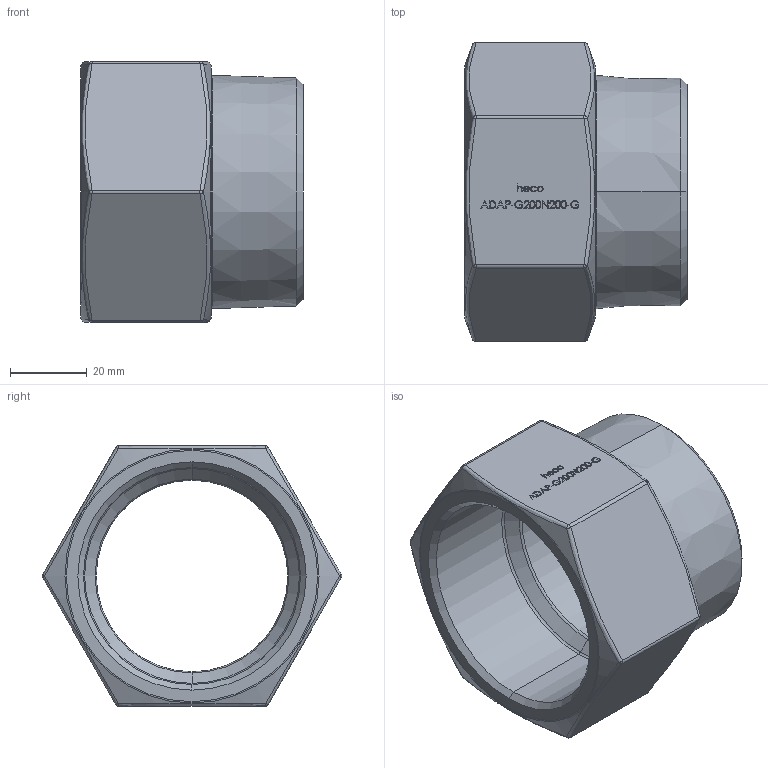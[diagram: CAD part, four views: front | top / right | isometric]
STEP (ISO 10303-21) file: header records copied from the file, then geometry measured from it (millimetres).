
FILE_DESCRIPTION (( 'STEP AP214' ), '1' );
FILE_NAME ('ADAP-G200N200-G Adapter.STEP', '2018-06-26T08:05:28', ( '' ), ( '' ), 'SwSTEP 2.0', 'SolidWorks 2016', '' );
FILE_SCHEMA (( 'AUTOMOTIVE_DESIGN' ));
Length unit declared in the file: millimetre
Products named in the file (1): ADAP-G200N200-G Adapter
Bounding box: 58 x 78.21 x 68 mm (x, y, z)
Volume: 73745 mm3; surface area: 24888.5 mm2
Topology: 1 solids, 1 shells, 297 faces, 747 edges, 478 vertices
Faces by surface type: bspline 126, plane 125, torus 12, cone 12, sphere 12, cylinder 10
Entity records: 18919 total; most frequent: CARTESIAN_POINT 10229, ORIENTED_EDGE 1478, DIRECTION 907, EDGE_CURVE 739, VERTEX_POINT 474, LINE 403, VECTOR 403, EDGE_LOOP 329
